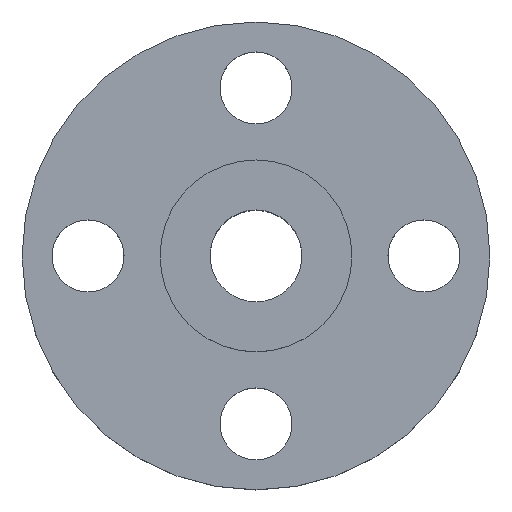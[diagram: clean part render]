
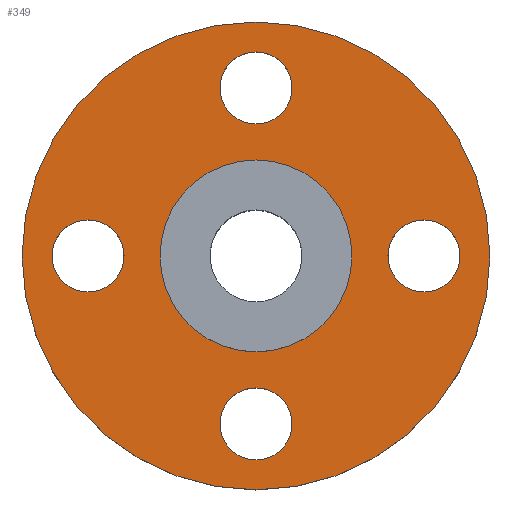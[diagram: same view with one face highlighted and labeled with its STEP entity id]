
A CAD part, top view. The second image highlights one B-rep face of the part: STEP entity #349.
In plain terms, the highlighted planar face has unit normal (0, 0, 1).
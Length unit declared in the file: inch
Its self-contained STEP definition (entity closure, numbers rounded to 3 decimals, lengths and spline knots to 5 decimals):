
#8 = CARTESIAN_POINT ( 'NONE',  ( -0.375, -1.75, -0.25 ) ) ;
#16 = AXIS2_PLACEMENT_3D ( 'NONE', #157, #446, #423 ) ;
#20 = EDGE_LOOP ( 'NONE', ( #538, #234 ) ) ;
#36 = VERTEX_POINT ( 'NONE', #630 ) ;
#37 = CARTESIAN_POINT ( 'NONE',  ( 0., -1.75, -0.25 ) ) ;
#43 = CIRCLE ( 'NONE', #99, 1. ) ;
#49 = FACE_BOUND ( 'NONE', #87, .T. ) ;
#52 = EDGE_CURVE ( 'NONE', #296, #36, #832, .T. ) ;
#62 = CARTESIAN_POINT ( 'NONE',  ( -1., 0., -0.25 ) ) ;
#68 = CIRCLE ( 'NONE', #549, 1. ) ;
#71 = CIRCLE ( 'NONE', #435, 2.4375 ) ;
#72 = FACE_BOUND ( 'NONE', #78, .T. ) ;
#78 = EDGE_LOOP ( 'NONE', ( #356, #542 ) ) ;
#87 = EDGE_LOOP ( 'NONE', ( #401, #533 ) ) ;
#93 = DIRECTION ( 'NONE',  ( 1., 0., 0. ) ) ;
#97 = ORIENTED_EDGE ( 'NONE', *, *, #193, .F. ) ;
#98 = EDGE_CURVE ( 'NONE', #105, #322, #68, .T. ) ;
#99 = AXIS2_PLACEMENT_3D ( 'NONE', #122, #750, #93 ) ;
#103 = VERTEX_POINT ( 'NONE', #123 ) ;
#105 = VERTEX_POINT ( 'NONE', #62 ) ;
#112 = DIRECTION ( 'NONE',  ( 0., 0., 1. ) ) ;
#122 = CARTESIAN_POINT ( 'NONE',  ( 0., 0., -0.25 ) ) ;
#123 = CARTESIAN_POINT ( 'NONE',  ( -0.375, 1.75, -0.25 ) ) ;
#125 = CARTESIAN_POINT ( 'NONE',  ( 1.75, 0., -0.25 ) ) ;
#145 = ORIENTED_EDGE ( 'NONE', *, *, #554, .F. ) ;
#157 = CARTESIAN_POINT ( 'NONE',  ( -1.75, 0., -0.25 ) ) ;
#159 = VERTEX_POINT ( 'NONE', #535 ) ;
#165 = VERTEX_POINT ( 'NONE', #722 ) ;
#168 = CIRCLE ( 'NONE', #752, 0.375 ) ;
#171 = DIRECTION ( 'NONE',  ( 0., 1., 0. ) ) ;
#182 = CARTESIAN_POINT ( 'NONE',  ( 1.75, 0., -0.25 ) ) ;
#188 = FACE_OUTER_BOUND ( 'NONE', #500, .T. ) ;
#190 = ORIENTED_EDGE ( 'NONE', *, *, #344, .F. ) ;
#193 = EDGE_CURVE ( 'NONE', #165, #302, #473, .T. ) ;
#203 = EDGE_CURVE ( 'NONE', #36, #296, #394, .T. ) ;
#207 = DIRECTION ( 'NONE',  ( 0., 0., 1. ) ) ;
#220 = CARTESIAN_POINT ( 'NONE',  ( 0., 0., -0.25 ) ) ;
#234 = ORIENTED_EDGE ( 'NONE', *, *, #426, .F. ) ;
#258 = CARTESIAN_POINT ( 'NONE',  ( 0., -1.75, -0.25 ) ) ;
#269 = CIRCLE ( 'NONE', #448, 0.375 ) ;
#294 = DIRECTION ( 'NONE',  ( 1., 0., 0. ) ) ;
#296 = VERTEX_POINT ( 'NONE', #478 ) ;
#301 = DIRECTION ( 'NONE',  ( 1., 0., 0. ) ) ;
#302 = VERTEX_POINT ( 'NONE', #8 ) ;
#308 = CIRCLE ( 'NONE', #381, 0.375 ) ;
#315 = DIRECTION ( 'NONE',  ( -1., 0., 0. ) ) ;
#322 = VERTEX_POINT ( 'NONE', #622 ) ;
#344 = EDGE_CURVE ( 'NONE', #404, #103, #420, .T. ) ;
#349 = ADVANCED_FACE ( 'NONE', ( #671, #72, #775, #684, #49, #188 ), #454, .F. ) ;
#350 = CARTESIAN_POINT ( 'NONE',  ( 2.4375, 0., -0.25 ) ) ;
#356 = ORIENTED_EDGE ( 'NONE', *, *, #203, .F. ) ;
#363 = CIRCLE ( 'NONE', #16, 0.375 ) ;
#367 = EDGE_CURVE ( 'NONE', #322, #105, #43, .T. ) ;
#373 = DIRECTION ( 'NONE',  ( 0., -1., 0. ) ) ;
#381 = AXIS2_PLACEMENT_3D ( 'NONE', #763, #441, #294 ) ;
#394 = CIRCLE ( 'NONE', #447, 0.375 ) ;
#401 = ORIENTED_EDGE ( 'NONE', *, *, #367, .F. ) ;
#402 = EDGE_CURVE ( 'NONE', #159, #407, #410, .T. ) ;
#404 = VERTEX_POINT ( 'NONE', #756 ) ;
#406 = DIRECTION ( 'NONE',  ( 0., -1., 0. ) ) ;
#407 = VERTEX_POINT ( 'NONE', #350 ) ;
#410 = CIRCLE ( 'NONE', #834, 2.4375 ) ;
#420 = CIRCLE ( 'NONE', #661, 0.375 ) ;
#423 = DIRECTION ( 'NONE',  ( 1., 0., 0. ) ) ;
#426 = EDGE_CURVE ( 'NONE', #596, #831, #363, .T. ) ;
#431 = AXIS2_PLACEMENT_3D ( 'NONE', #125, #463, #532 ) ;
#435 = AXIS2_PLACEMENT_3D ( 'NONE', #758, #830, #301 ) ;
#441 = DIRECTION ( 'NONE',  ( 0., 0., 1. ) ) ;
#446 = DIRECTION ( 'NONE',  ( 0., 0., 1. ) ) ;
#447 = AXIS2_PLACEMENT_3D ( 'NONE', #182, #523, #527 ) ;
#448 = AXIS2_PLACEMENT_3D ( 'NONE', #833, #827, #373 ) ;
#454 = PLANE ( 'NONE',  #695 ) ;
#463 = DIRECTION ( 'NONE',  ( 0., 0., 1. ) ) ;
#473 = CIRCLE ( 'NONE', #815, 0.375 ) ;
#478 = CARTESIAN_POINT ( 'NONE',  ( 1.375, 0., -0.25 ) ) ;
#483 = DIRECTION ( 'NONE',  ( 0., 0., 1. ) ) ;
#493 = DIRECTION ( 'NONE',  ( 1., 0., 0. ) ) ;
#500 = EDGE_LOOP ( 'NONE', ( #703, #639 ) ) ;
#507 = DIRECTION ( 'NONE',  ( 0., 0., 1. ) ) ;
#511 = EDGE_CURVE ( 'NONE', #103, #404, #269, .T. ) ;
#515 = CARTESIAN_POINT ( 'NONE',  ( -1.375, 0., -0.25 ) ) ;
#516 = DIRECTION ( 'NONE',  ( 0., 1., 0. ) ) ;
#523 = DIRECTION ( 'NONE',  ( 0., 0., 1. ) ) ;
#525 = EDGE_LOOP ( 'NONE', ( #190, #759 ) ) ;
#527 = DIRECTION ( 'NONE',  ( -1., 0., 0. ) ) ;
#532 = DIRECTION ( 'NONE',  ( -1., 0., 0. ) ) ;
#533 = ORIENTED_EDGE ( 'NONE', *, *, #98, .F. ) ;
#535 = CARTESIAN_POINT ( 'NONE',  ( -2.4375, 0., -0.25 ) ) ;
#538 = ORIENTED_EDGE ( 'NONE', *, *, #843, .F. ) ;
#541 = CARTESIAN_POINT ( 'NONE',  ( 0., 1.75, -0.25 ) ) ;
#542 = ORIENTED_EDGE ( 'NONE', *, *, #52, .F. ) ;
#549 = AXIS2_PLACEMENT_3D ( 'NONE', #707, #717, #842 ) ;
#554 = EDGE_CURVE ( 'NONE', #302, #165, #168, .T. ) ;
#596 = VERTEX_POINT ( 'NONE', #778 ) ;
#622 = CARTESIAN_POINT ( 'NONE',  ( 1., 0., -0.25 ) ) ;
#630 = CARTESIAN_POINT ( 'NONE',  ( 2.125, 0., -0.25 ) ) ;
#639 = ORIENTED_EDGE ( 'NONE', *, *, #402, .T. ) ;
#650 = CARTESIAN_POINT ( 'NONE',  ( 0., 1., -0.25 ) ) ;
#661 = AXIS2_PLACEMENT_3D ( 'NONE', #541, #207, #406 ) ;
#671 = FACE_BOUND ( 'NONE', #525, .T. ) ;
#683 = DIRECTION ( 'NONE',  ( 0., 0., -1. ) ) ;
#684 = FACE_BOUND ( 'NONE', #20, .T. ) ;
#695 = AXIS2_PLACEMENT_3D ( 'NONE', #650, #683, #315 ) ;
#703 = ORIENTED_EDGE ( 'NONE', *, *, #794, .T. ) ;
#707 = CARTESIAN_POINT ( 'NONE',  ( 0., 0., -0.25 ) ) ;
#717 = DIRECTION ( 'NONE',  ( 0., 0., 1. ) ) ;
#722 = CARTESIAN_POINT ( 'NONE',  ( 0.375, -1.75, -0.25 ) ) ;
#750 = DIRECTION ( 'NONE',  ( 0., 0., 1. ) ) ;
#752 = AXIS2_PLACEMENT_3D ( 'NONE', #37, #507, #171 ) ;
#756 = CARTESIAN_POINT ( 'NONE',  ( 0.375, 1.75, -0.25 ) ) ;
#758 = CARTESIAN_POINT ( 'NONE',  ( 0., 0., -0.25 ) ) ;
#759 = ORIENTED_EDGE ( 'NONE', *, *, #511, .F. ) ;
#763 = CARTESIAN_POINT ( 'NONE',  ( -1.75, 0., -0.25 ) ) ;
#775 = FACE_BOUND ( 'NONE', #821, .T. ) ;
#778 = CARTESIAN_POINT ( 'NONE',  ( -2.125, 0., -0.25 ) ) ;
#794 = EDGE_CURVE ( 'NONE', #407, #159, #71, .T. ) ;
#815 = AXIS2_PLACEMENT_3D ( 'NONE', #258, #112, #516 ) ;
#821 = EDGE_LOOP ( 'NONE', ( #97, #145 ) ) ;
#827 = DIRECTION ( 'NONE',  ( 0., 0., 1. ) ) ;
#830 = DIRECTION ( 'NONE',  ( 0., 0., 1. ) ) ;
#831 = VERTEX_POINT ( 'NONE', #515 ) ;
#832 = CIRCLE ( 'NONE', #431, 0.375 ) ;
#833 = CARTESIAN_POINT ( 'NONE',  ( 0., 1.75, -0.25 ) ) ;
#834 = AXIS2_PLACEMENT_3D ( 'NONE', #220, #483, #493 ) ;
#842 = DIRECTION ( 'NONE',  ( 1., 0., 0. ) ) ;
#843 = EDGE_CURVE ( 'NONE', #831, #596, #308, .T. ) ;
